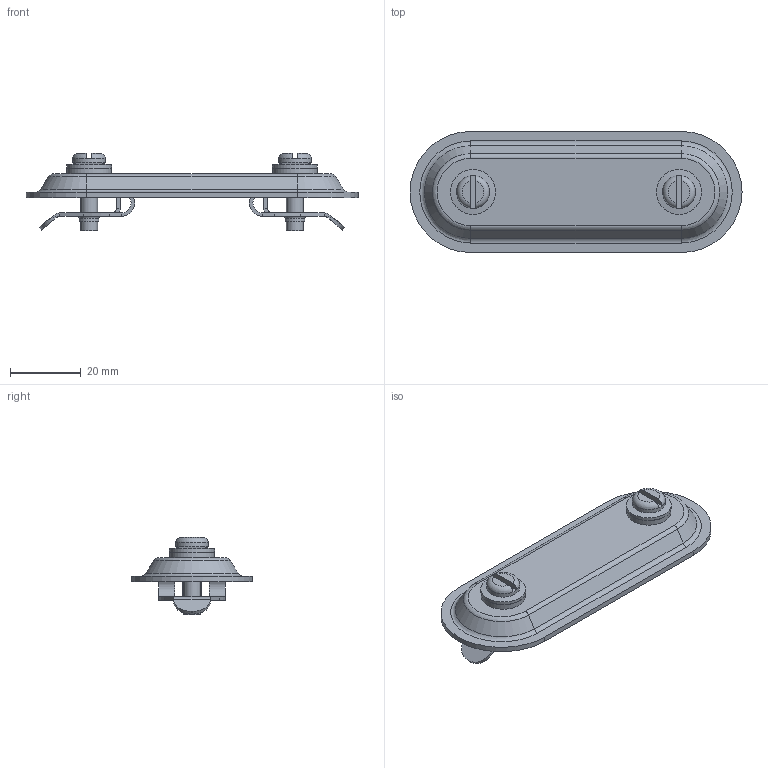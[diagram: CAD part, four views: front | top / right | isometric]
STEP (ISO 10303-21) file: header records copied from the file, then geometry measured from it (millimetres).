
FILE_DESCRIPTION(/* description */ (''),/* implementation_level */ '2;1');
FILE_NAME(/* name */ 'KIL_170.stp',/* time_stamp */ '2019-10-15T17:26:51+06:00',/* author */ ('kr'),/* organization */ (''),/* preprocessor_version */ 'ST-DEVELOPER v16.13',/* originating_system */ 'Autodesk Inventor 2018',/* authorisation */ '');
FILE_SCHEMA (('AUTOMOTIVE_DESIGN { 1 0 10303 214 3 1 1 }'));
Length unit declared in the file: inch
Products named in the file (4): 170SA; SEE NX 17948.PRT; 18038; 18390
Assembly tree (5 placements, depth 2):
  170SA
    SEE NX 17948.PRT  x2
    18038  x2
    18390
Bounding box: 93.66 x 34.13 x 21.73 mm (x, y, z)
Volume: 7976 mm3; surface area: 12098.4 mm2
Topology: 9 solids, 9 shells, 216 faces, 508 edges, 304 vertices
Faces by surface type: plane 90, cylinder 78, bspline 24, torus 12, cone 12
Full cylindrical faces by diameter (mm): 3.734 x2, 4.318 x2, 4.826 x2, 5.08 x2, 5.558 x2, 5.588 x2, 9.271 x2, 12.446 x2, 12.7 x2
Entity records: 3771 total; most frequent: CARTESIAN_POINT 910, DIRECTION 574, ORIENTED_EDGE 536, EDGE_CURVE 268, AXIS2_PLACEMENT_3D 222, VERTEX_POINT 170, EDGE_LOOP 150, LINE 130
